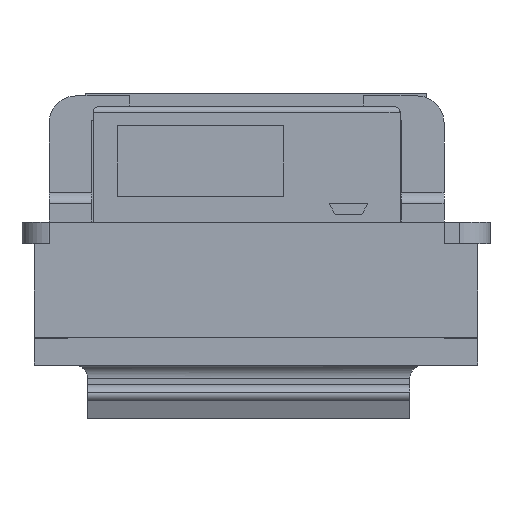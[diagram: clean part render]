
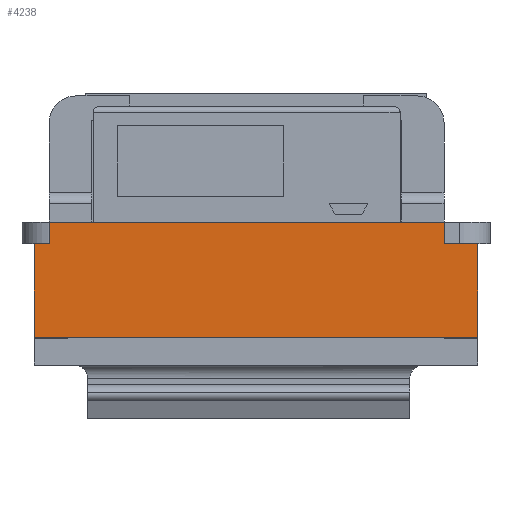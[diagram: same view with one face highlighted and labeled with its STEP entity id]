
A CAD part, front view. The second image highlights one B-rep face of the part: STEP entity #4238.
In plain terms, the highlighted planar face has unit normal (0, -1, 0).
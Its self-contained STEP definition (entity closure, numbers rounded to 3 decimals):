
#359=PLANE('',#4628);
#574=FACE_OUTER_BOUND('',#857,.T.);
#857=EDGE_LOOP('',(#3580,#3581,#3582,#3583,#3584,#3585,#3586,#3587));
#1251=LINE('',#6705,#1718);
#1253=LINE('',#6711,#1720);
#1267=LINE('',#6737,#1734);
#1268=LINE('',#6740,#1735);
#1272=LINE('',#6747,#1739);
#1277=LINE('',#6760,#1744);
#1278=LINE('',#6761,#1745);
#1279=LINE('',#6762,#1746);
#1718=VECTOR('',#5484,10.);
#1720=VECTOR('',#5488,10.);
#1734=VECTOR('',#5512,10.);
#1735=VECTOR('',#5515,10.);
#1739=VECTOR('',#5519,10.);
#1744=VECTOR('',#5528,10.);
#1745=VECTOR('',#5529,10.);
#1746=VECTOR('',#5530,10.);
#2127=VERTEX_POINT('',#6701);
#2128=VERTEX_POINT('',#6703);
#2129=VERTEX_POINT('',#6707);
#2131=VERTEX_POINT('',#6710);
#2139=VERTEX_POINT('',#6739);
#2142=VERTEX_POINT('',#6745);
#2147=VERTEX_POINT('',#6758);
#2148=VERTEX_POINT('',#6759);
#2624=EDGE_CURVE('',#2127,#2128,#1251,.T.);
#2626=EDGE_CURVE('',#2129,#2131,#1253,.T.);
#2640=EDGE_CURVE('',#2131,#2128,#1267,.T.);
#2641=EDGE_CURVE('',#2139,#2127,#1268,.T.);
#2645=EDGE_CURVE('',#2129,#2142,#1272,.T.);
#2650=EDGE_CURVE('',#2147,#2148,#1277,.T.);
#2651=EDGE_CURVE('',#2148,#2139,#1278,.T.);
#2652=EDGE_CURVE('',#2142,#2147,#1279,.T.);
#3580=ORIENTED_EDGE('',*,*,#2650,.T.);
#3581=ORIENTED_EDGE('',*,*,#2651,.T.);
#3582=ORIENTED_EDGE('',*,*,#2641,.T.);
#3583=ORIENTED_EDGE('',*,*,#2624,.T.);
#3584=ORIENTED_EDGE('',*,*,#2640,.F.);
#3585=ORIENTED_EDGE('',*,*,#2626,.F.);
#3586=ORIENTED_EDGE('',*,*,#2645,.T.);
#3587=ORIENTED_EDGE('',*,*,#2652,.T.);
#4238=ADVANCED_FACE('',(#574),#359,.T.);
#4628=AXIS2_PLACEMENT_3D('',#6757,#5526,#5527);
#5484=DIRECTION('',(0.,0.,1.));
#5488=DIRECTION('',(0.,0.,1.));
#5512=DIRECTION('',(1.,0.,0.));
#5515=DIRECTION('',(-1.,0.,0.));
#5519=DIRECTION('',(-1.,0.,0.));
#5526=DIRECTION('center_axis',(0.,-1.,0.));
#5527=DIRECTION('ref_axis',(0.,0.,-1.));
#5528=DIRECTION('',(1.,0.,0.));
#5529=DIRECTION('',(0.,0.,1.));
#5530=DIRECTION('',(0.,0.,-1.));
#6701=CARTESIAN_POINT('',(70.179,-153.7,17.517));
#6703=CARTESIAN_POINT('',(70.179,-153.7,21.517));
#6705=CARTESIAN_POINT('',(70.179,-153.7,17.517));
#6707=CARTESIAN_POINT('',(-3.421,-153.7,17.517));
#6710=CARTESIAN_POINT('',(-3.421,-153.7,21.517));
#6711=CARTESIAN_POINT('',(-3.421,-153.7,17.517));
#6737=CARTESIAN_POINT('',(-6.208,-153.7,21.517));
#6739=CARTESIAN_POINT('',(76.492,-153.7,17.517));
#6740=CARTESIAN_POINT('',(-6.208,-153.7,17.517));
#6745=CARTESIAN_POINT('',(-6.208,-153.7,17.517));
#6747=CARTESIAN_POINT('',(-6.208,-153.7,17.517));
#6757=CARTESIAN_POINT('Origin',(35.142,-153.7,8.767));
#6758=CARTESIAN_POINT('',(-6.208,-153.7,0.017));
#6759=CARTESIAN_POINT('',(76.492,-153.7,0.017));
#6760=CARTESIAN_POINT('',(76.492,-153.7,0.017));
#6761=CARTESIAN_POINT('',(76.492,-153.7,17.517));
#6762=CARTESIAN_POINT('',(-6.208,-153.7,0.017));
